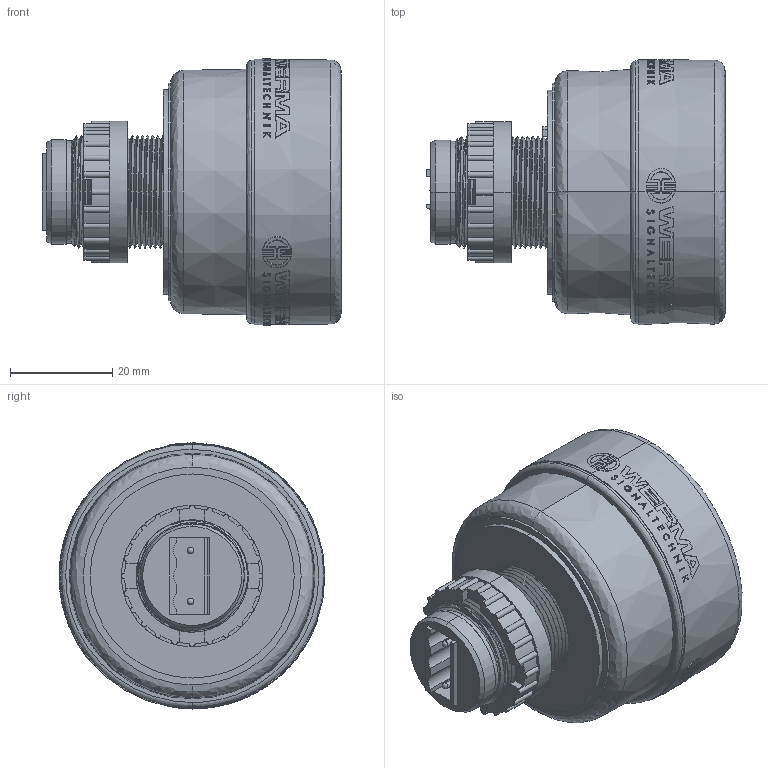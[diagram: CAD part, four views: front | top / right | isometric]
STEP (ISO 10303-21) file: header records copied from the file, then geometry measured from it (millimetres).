
FILE_DESCRIPTION (( 'STEP AP214' ), '1' );
FILE_NAME ('10900075.step', '2018-02-26T16:51:10', ( '' ), ( '' ), 'SwSTEP 2.0', 'SolidWorks 2017', '' );
FILE_SCHEMA (( 'AUTOMOTIVE_DESIGN' ));
Length unit declared in the file: inch
Products named in the file (1): 10900075
Bounding box: 58.65 x 52.08 x 52.17 mm (x, y, z)
Volume: 76294.8 mm3; surface area: 14706.8 mm2
Topology: 1 solids, 1 shells, 1180 faces, 3230 edges, 2133 vertices
Faces by surface type: plane 766, cylinder 311, cone 83, bspline 20
Entity records: 64747 total; most frequent: CARTESIAN_POINT 20934, ORIENTED_EDGE 6452, DIRECTION 5406, EDGE_CURVE 3226, VERTEX_POINT 2133, AXIS2_PLACEMENT_3D 1882, LINE 1642, VECTOR 1642
